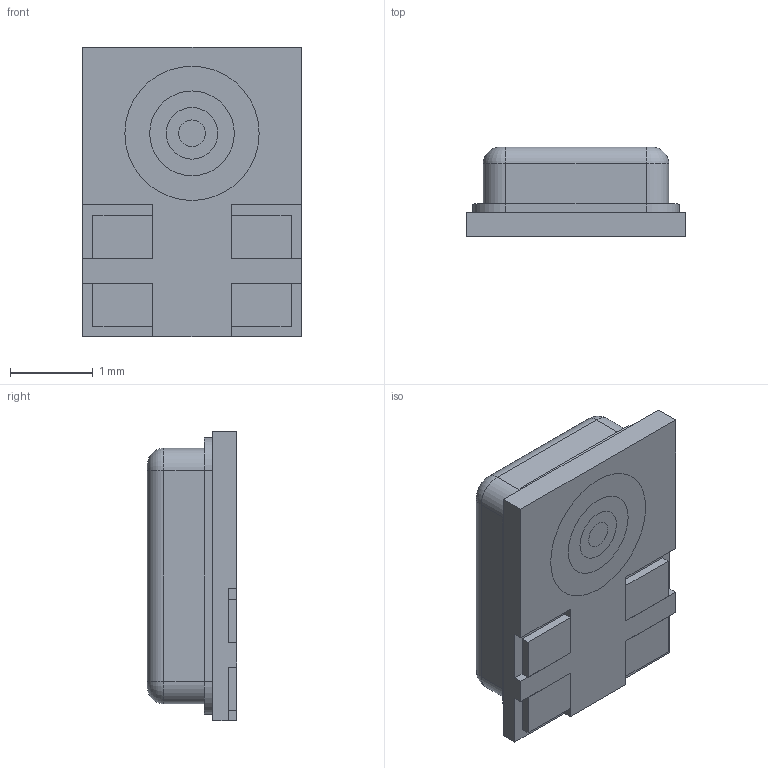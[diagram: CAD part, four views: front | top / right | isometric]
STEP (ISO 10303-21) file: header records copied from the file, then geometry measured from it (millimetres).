
FILE_DESCRIPTION (( 'STEP AP214' ), '1' );
FILE_NAME ('SPH0641LU4H-1.STEP', '2020-06-18T04:11:49', ( '' ), ( '' ), 'SwSTEP 2.0', 'SolidWorks 2017', '' );
FILE_SCHEMA (( 'AUTOMOTIVE_DESIGN' ));
Length unit declared in the file: millimetre
Products named in the file (1): SPH0641LU4H-1
Bounding box: 2.65 x 1.08 x 3.5 mm (x, y, z)
Volume: 8.1 mm3; surface area: 55.6 mm2
Topology: 9 solids, 9 shells, 102 faces, 226 edges, 148 vertices
Faces by surface type: plane 66, cylinder 32, torus 4
Entity records: 2928 total; most frequent: DIRECTION 500, CARTESIAN_POINT 477, ORIENTED_EDGE 452, EDGE_CURVE 226, AXIS2_PLACEMENT_3D 171, LINE 158, VECTOR 158, VERTEX_POINT 148
